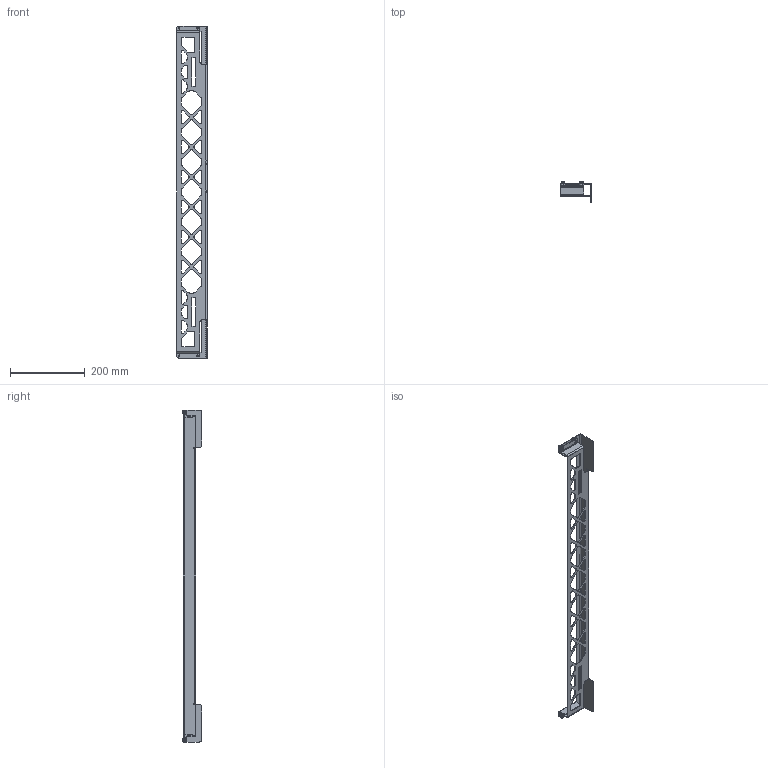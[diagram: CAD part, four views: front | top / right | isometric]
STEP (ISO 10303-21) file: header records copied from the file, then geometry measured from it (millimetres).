
FILE_DESCRIPTION(/* description */ (''),/* implementation_level */ '2;1');
FILE_NAME(/* name */ 'rack blank v4.step',/* time_stamp */ '2024-10-23T21:22:55-04:00',/* author */ (''),/* organization */ (''),/* preprocessor_version */ 'ST-DEVELOPER v20',/* originating_system */ 'Autodesk Translation Framework v13.20.0.188',/* authorisation */ '');
FILE_SCHEMA (('AUTOMOTIVE_DESIGN { 1 0 10303 214 3 1 1 }'));
Length unit declared in the file: inch
Products named in the file (2): rack blank; 92620A411_Zinc Yellow-Chromate Plated Hex Head Screw
Assembly tree (1 placements, depth 2):
  rack blank
    92620A411_Zinc Yellow-Chromate Plated Hex Head Screw
Bounding box: 82.8 x 53.09 x 889 mm (x, y, z)
Volume: 175014.9 mm3; surface area: 196021.1 mm2
Topology: 9 solids, 9 shells, 686 faces, 1826 edges, 1186 vertices
Faces by surface type: plane 292, cylinder 192, bspline 122, torus 52, cone 28
Full cylindrical faces by diameter (mm): 3.451 x28, 3.81 x12, 4.826 x28, 12.154 x4
Entity records: 32449 total; most frequent: CARTESIAN_POINT 16591, ORIENTED_EDGE 3652, DIRECTION 2702, EDGE_CURVE 1826, VERTEX_POINT 1186, AXIS2_PLACEMENT_3D 973, EDGE_LOOP 796, LINE 756
